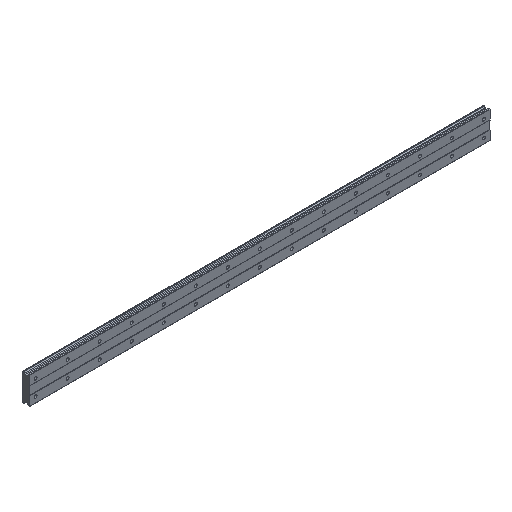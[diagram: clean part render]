
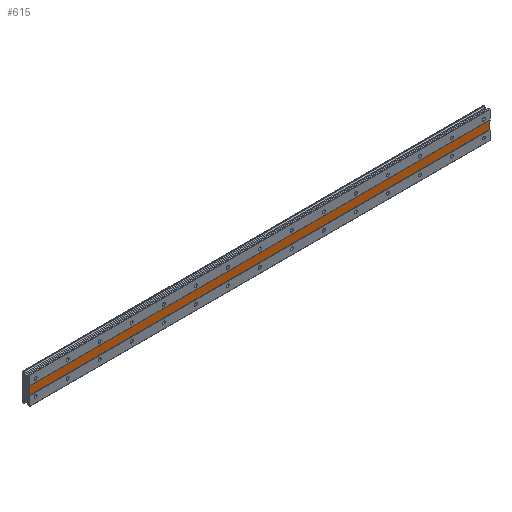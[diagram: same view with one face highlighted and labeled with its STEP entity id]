
A CAD part, isometric view. The second image highlights one B-rep face of the part: STEP entity #615.
In plain terms, the highlighted planar face has unit normal (0, -1, 0).
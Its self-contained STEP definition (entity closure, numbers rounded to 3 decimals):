
#40 = CARTESIAN_POINT ( 'NONE',  ( -15., 1., 34.482 ) ) ;
#353 = EDGE_CURVE ( 'NONE', #3608, #1241, #3946, .T. ) ;
#409 = EDGE_CURVE ( 'NONE', #1241, #2363, #1582, .T. ) ;
#446 = LINE ( 'NONE', #3999, #4363 ) ;
#615 = ADVANCED_FACE ( 'NONE', ( #3516 ), #3890, .F. ) ;
#1241 = VERTEX_POINT ( 'NONE', #4636 ) ;
#1278 = DIRECTION ( 'NONE',  ( 1., 0., 0. ) ) ;
#1366 = DIRECTION ( 'NONE',  ( 0., 0., -1. ) ) ;
#1582 = LINE ( 'NONE', #3358, #2163 ) ;
#1733 = CARTESIAN_POINT ( 'NONE',  ( 1135., 1., 10. ) ) ;
#1844 = EDGE_CURVE ( 'NONE', #4656, #2363, #446, .T. ) ;
#2163 = VECTOR ( 'NONE', #3750, 1000. ) ;
#2363 = VERTEX_POINT ( 'NONE', #3972 ) ;
#2530 = CARTESIAN_POINT ( 'NONE',  ( 1135., 1., 10. ) ) ;
#2557 = EDGE_LOOP ( 'NONE', ( #5644, #5660, #4481, #3618 ) ) ;
#2706 = VECTOR ( 'NONE', #5703, 1000. ) ;
#2727 = LINE ( 'NONE', #40, #2991 ) ;
#2863 = AXIS2_PLACEMENT_3D ( 'NONE', #2530, #3005, #4359 ) ;
#2991 = VECTOR ( 'NONE', #1366, 1000. ) ;
#3005 = DIRECTION ( 'NONE',  ( 0., 1., 0. ) ) ;
#3146 = EDGE_CURVE ( 'NONE', #3608, #4656, #2727, .T. ) ;
#3358 = CARTESIAN_POINT ( 'NONE',  ( 1135., 1., 34.482 ) ) ;
#3516 = FACE_OUTER_BOUND ( 'NONE', #2557, .T. ) ;
#3608 = VERTEX_POINT ( 'NONE', #5639 ) ;
#3618 = ORIENTED_EDGE ( 'NONE', *, *, #3146, .T. ) ;
#3750 = DIRECTION ( 'NONE',  ( 0., 0., -1. ) ) ;
#3890 = PLANE ( 'NONE',  #2863 ) ;
#3946 = LINE ( 'NONE', #1733, #2706 ) ;
#3972 = CARTESIAN_POINT ( 'NONE',  ( 1135., 1., -10. ) ) ;
#3999 = CARTESIAN_POINT ( 'NONE',  ( 1135., 1., -10. ) ) ;
#4359 = DIRECTION ( 'NONE',  ( 0., 0., 1. ) ) ;
#4363 = VECTOR ( 'NONE', #1278, 1000. ) ;
#4481 = ORIENTED_EDGE ( 'NONE', *, *, #353, .F. ) ;
#4636 = CARTESIAN_POINT ( 'NONE',  ( 1135., 1., 10. ) ) ;
#4656 = VERTEX_POINT ( 'NONE', #5301 ) ;
#5301 = CARTESIAN_POINT ( 'NONE',  ( -15., 1., -10. ) ) ;
#5639 = CARTESIAN_POINT ( 'NONE',  ( -15., 1., 10. ) ) ;
#5644 = ORIENTED_EDGE ( 'NONE', *, *, #1844, .T. ) ;
#5660 = ORIENTED_EDGE ( 'NONE', *, *, #409, .F. ) ;
#5703 = DIRECTION ( 'NONE',  ( 1., 0., 0. ) ) ;
